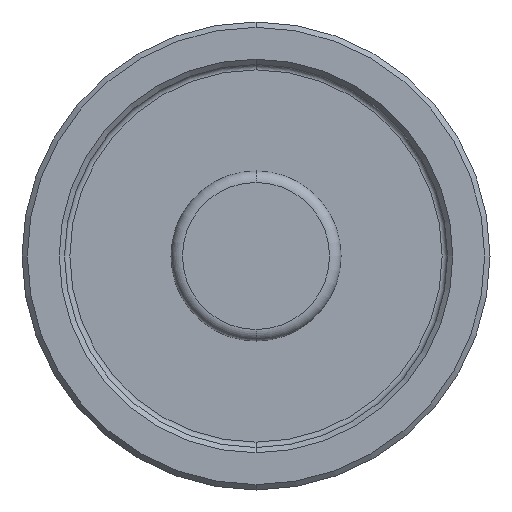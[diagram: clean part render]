
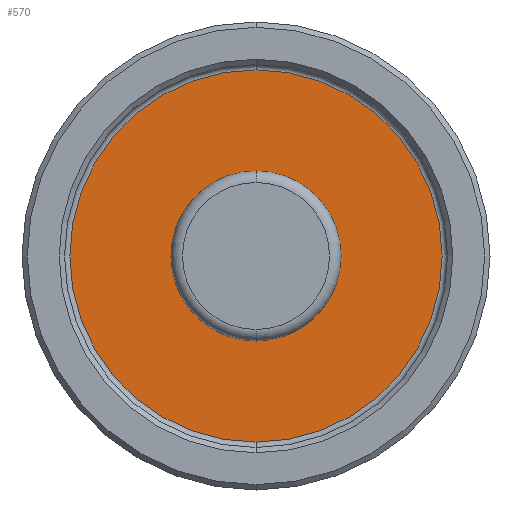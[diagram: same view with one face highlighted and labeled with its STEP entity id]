
A CAD part, front view. The second image highlights one B-rep face of the part: STEP entity #570.
In plain terms, the highlighted planar face has unit normal (0, -1, 0).
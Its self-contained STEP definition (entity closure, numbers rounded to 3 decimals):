
#1 = EDGE_CURVE ( 'NONE', #150, #192, #933, .T. ) ;
#20 = DIRECTION ( 'NONE',  ( 0., -1., 0. ) ) ;
#21 = ORIENTED_EDGE ( 'NONE', *, *, #358, .T. ) ;
#63 = EDGE_CURVE ( 'NONE', #192, #150, #700, .T. ) ;
#69 = VERTEX_POINT ( 'NONE', #289 ) ;
#100 = VERTEX_POINT ( 'NONE', #142 ) ;
#106 = AXIS2_PLACEMENT_3D ( 'NONE', #465, #20, #537 ) ;
#128 = PLANE ( 'NONE',  #882 ) ;
#129 = DIRECTION ( 'NONE',  ( 0., -1., 0. ) ) ;
#142 = CARTESIAN_POINT ( 'NONE',  ( 0., 5., 17.5 ) ) ;
#150 = VERTEX_POINT ( 'NONE', #450 ) ;
#172 = ORIENTED_EDGE ( 'NONE', *, *, #1, .T. ) ;
#175 = CARTESIAN_POINT ( 'NONE',  ( 0., 5., 0. ) ) ;
#192 = VERTEX_POINT ( 'NONE', #747 ) ;
#194 = CIRCLE ( 'NONE', #106, 17.5 ) ;
#253 = DIRECTION ( 'NONE',  ( 0., 0., -1. ) ) ;
#275 = EDGE_LOOP ( 'NONE', ( #519, #21 ) ) ;
#281 = AXIS2_PLACEMENT_3D ( 'NONE', #366, #873, #444 ) ;
#289 = CARTESIAN_POINT ( 'NONE',  ( 0., 5., -17.5 ) ) ;
#358 = EDGE_CURVE ( 'NONE', #100, #69, #874, .T. ) ;
#366 = CARTESIAN_POINT ( 'NONE',  ( 0., 5., 0. ) ) ;
#407 = FACE_BOUND ( 'NONE', #598, .T. ) ;
#444 = DIRECTION ( 'NONE',  ( 0., 0., -1. ) ) ;
#450 = CARTESIAN_POINT ( 'NONE',  ( 0., 5., 8. ) ) ;
#465 = CARTESIAN_POINT ( 'NONE',  ( 0., 5., 0. ) ) ;
#503 = CARTESIAN_POINT ( 'NONE',  ( -18., 5., 0. ) ) ;
#513 = AXIS2_PLACEMENT_3D ( 'NONE', #175, #696, #253 ) ;
#519 = ORIENTED_EDGE ( 'NONE', *, *, #810, .T. ) ;
#537 = DIRECTION ( 'NONE',  ( 0., 0., -1. ) ) ;
#570 = ADVANCED_FACE ( 'NONE', ( #777, #407 ), #128, .T. ) ;
#598 = EDGE_LOOP ( 'NONE', ( #842, #172 ) ) ;
#648 = DIRECTION ( 'NONE',  ( 0., 0., -1. ) ) ;
#696 = DIRECTION ( 'NONE',  ( 0., -1., 0. ) ) ;
#700 = CIRCLE ( 'NONE', #281, 8. ) ;
#730 = DIRECTION ( 'NONE',  ( 0., 0., -1. ) ) ;
#747 = CARTESIAN_POINT ( 'NONE',  ( 0., 5., -8. ) ) ;
#777 = FACE_OUTER_BOUND ( 'NONE', #275, .T. ) ;
#810 = EDGE_CURVE ( 'NONE', #69, #100, #194, .T. ) ;
#842 = ORIENTED_EDGE ( 'NONE', *, *, #63, .T. ) ;
#860 = CARTESIAN_POINT ( 'NONE',  ( 0., 5., 0. ) ) ;
#873 = DIRECTION ( 'NONE',  ( 0., 1., 0. ) ) ;
#874 = CIRCLE ( 'NONE', #513, 17.5 ) ;
#882 = AXIS2_PLACEMENT_3D ( 'NONE', #503, #129, #648 ) ;
#933 = CIRCLE ( 'NONE', #936, 8. ) ;
#936 = AXIS2_PLACEMENT_3D ( 'NONE', #860, #940, #730 ) ;
#940 = DIRECTION ( 'NONE',  ( 0., 1., 0. ) ) ;
